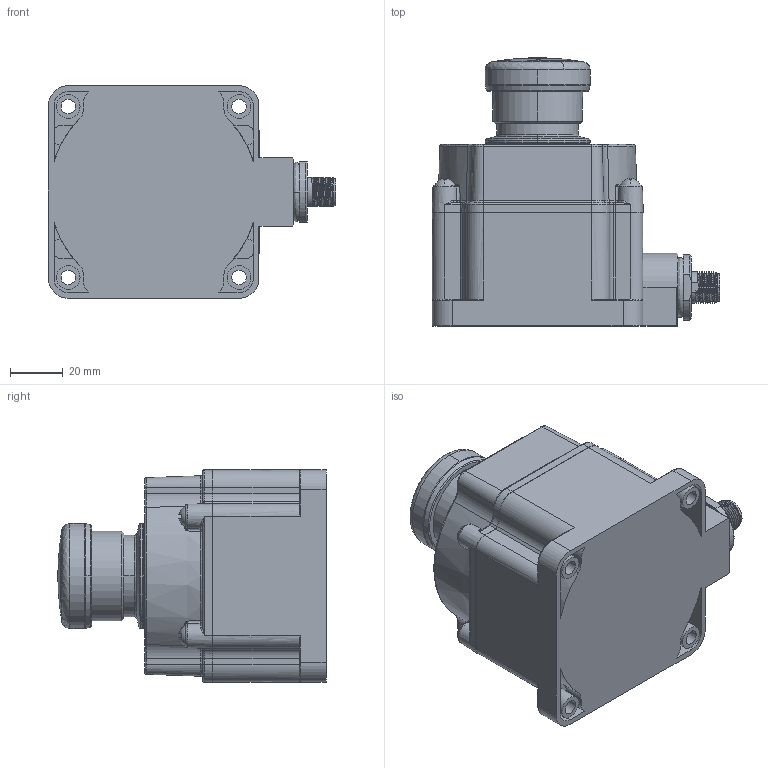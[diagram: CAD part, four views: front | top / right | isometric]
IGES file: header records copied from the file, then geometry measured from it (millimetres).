
Start section:  PTC IGES file: 154128.igs
Global section: file name: 154128.igs; native system: Creo Parametric by PTC Inc.; preprocessor: 2019292; author: jeshelman; organization: Unknown; date: 20210119.091312; units: millimetre
Bounding box: 109.59 x 102.08 x 81.12 mm (x, y, z)
Surface area: 47620.8 mm2 (no closed solid volume)
Topology: 0 solids, 0 shells, 539 faces, 2764 edges, 2762 vertices
Faces by surface type: revolution 289, bspline 250
